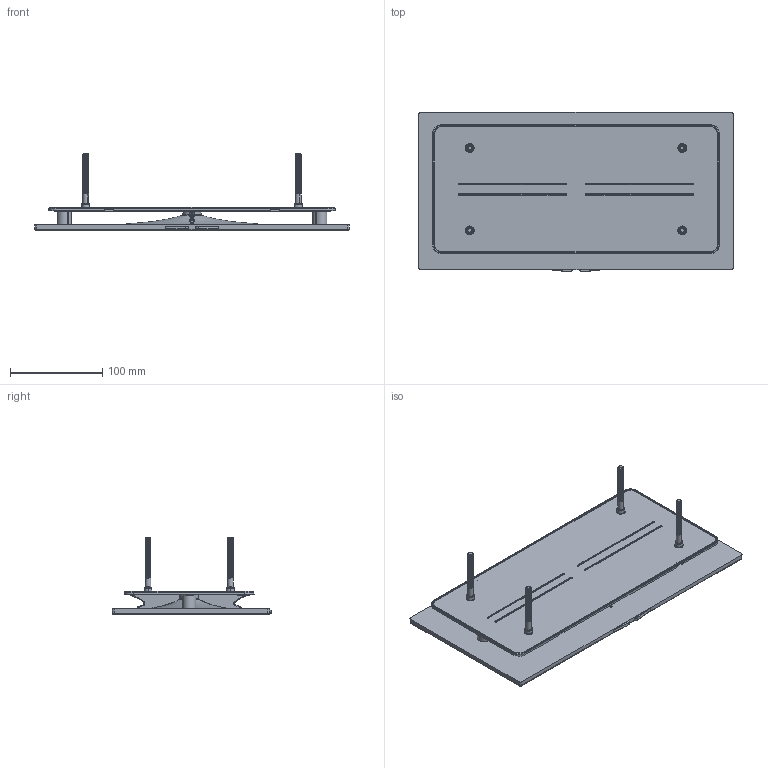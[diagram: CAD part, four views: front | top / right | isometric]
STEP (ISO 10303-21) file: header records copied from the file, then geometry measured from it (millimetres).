
FILE_DESCRIPTION(('CATIA V5 STEP Exchange','CAx-IF Rec.Pracs.--- Model Styling and Organization---1.5--- 2016-08-15','CAx-IF Rec.Pracs.---Supplemental Geometry---1.0---2011-11-01','CAx-IF Rec.Pracs.--- Composite Materials ---3.4---2017-06-13','CAx-IF Rec.Pracs.---Tessellated 3D Geometry---1.0---2015-12-17'),'2;1');
FILE_NAME('STEP_AIR590400_-_TST.stp','2023-07-26T15:14:46+00:00',('none'),('none'),'CATIA Version 5-6 Release 2020 SP5','CATIA V5 STEP AP242 v2','none');
FILE_SCHEMA(('AP242_MANAGED_MODEL_BASED_3D_ENGINEERING_MIM_LF {1 0 10303 442 1 1 4}'));
Products named in the file (1): AIR590400 - TST
Bounding box: 340.23 x 172.15 x 84.2 mm (x, y, z)
Volume: 539096.3 mm3; surface area: 221586.2 mm2
Topology: 1 solids, 27 shells, 2144 faces, 5090 edges, 2877 vertices
Faces by surface type: bspline 1278, plane 503, cylinder 181, cone 142, torus 40
Entity records: 118008 total; most frequent: CARTESIAN_POINT 81995, ORIENTED_EDGE 10164, EDGE_CURVE 5082, VERTEX_POINT 2877, DIRECTION 2801, EDGE_LOOP 2313, ADVANCED_FACE 2144, FACE_OUTER_BOUND 2144
